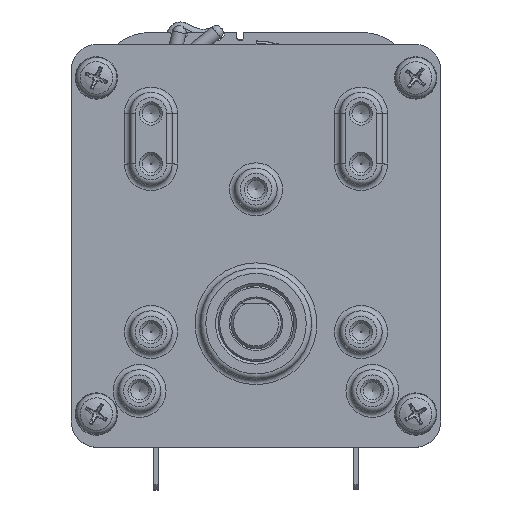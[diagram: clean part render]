
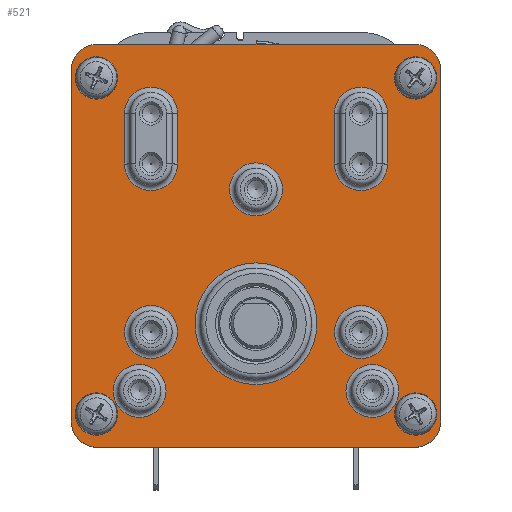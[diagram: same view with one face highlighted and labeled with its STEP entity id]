
A CAD part, top view. The second image highlights one B-rep face of the part: STEP entity #521.
In plain terms, the highlighted planar face has unit normal (0, 0, 1).
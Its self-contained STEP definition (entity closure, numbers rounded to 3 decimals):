
#264=CARTESIAN_POINT('',(0.,-23.368,16.5));
#265=DIRECTION('',(0.0,0.0,1.0));
#266=DIRECTION('',(1.0,0.0,0.0));
#267=AXIS2_PLACEMENT_3D('',#264,#265,#266);
#268=PLANE('',#267);
#269=CARTESIAN_POINT('',(29.925,14.732,16.5));
#270=VERTEX_POINT('',#269);
#271=CARTESIAN_POINT('',(34.925,9.732,16.5));
#272=VERTEX_POINT('',#271);
#273=CARTESIAN_POINT('',(29.925,9.732,16.5));
#274=DIRECTION('',(0.0,0.0,-1.0));
#275=DIRECTION('',(-1.0,0.0,0.0));
#276=AXIS2_PLACEMENT_3D('',#273,#274,#275);
#277=CIRCLE('',#276,5.);
#278=EDGE_CURVE('',#270,#272,#277,.T.);
#279=ORIENTED_EDGE('',*,*,#278,.F.);
#280=CARTESIAN_POINT('',(-29.925,14.732,16.5));
#281=VERTEX_POINT('',#280);
#282=CARTESIAN_POINT('',(-29.925,14.732,16.5));
#283=DIRECTION('',(1.0,0.0,0.0));
#284=VECTOR('',#283,59.85);
#285=LINE('',#282,#284);
#286=EDGE_CURVE('',#281,#270,#285,.T.);
#287=ORIENTED_EDGE('',*,*,#286,.F.);
#288=CARTESIAN_POINT('',(-34.925,9.732,16.5));
#289=VERTEX_POINT('',#288);
#290=CARTESIAN_POINT('',(-29.925,9.732,16.5));
#291=DIRECTION('',(0.0,0.0,-1.0));
#292=DIRECTION('',(0.0,-1.0,0.0));
#293=AXIS2_PLACEMENT_3D('',#290,#291,#292);
#294=CIRCLE('',#293,5.);
#295=EDGE_CURVE('',#289,#281,#294,.T.);
#296=ORIENTED_EDGE('',*,*,#295,.F.);
#297=CARTESIAN_POINT('',(-34.925,-56.468,16.5));
#298=VERTEX_POINT('',#297);
#299=CARTESIAN_POINT('',(-34.925,-56.468,16.5));
#300=DIRECTION('',(0.0,1.0,0.0));
#301=VECTOR('',#300,66.2);
#302=LINE('',#299,#301);
#303=EDGE_CURVE('',#298,#289,#302,.T.);
#304=ORIENTED_EDGE('',*,*,#303,.F.);
#305=CARTESIAN_POINT('',(-29.925,-61.468,16.5));
#306=VERTEX_POINT('',#305);
#307=CARTESIAN_POINT('',(-29.925,-56.468,16.5));
#308=DIRECTION('',(0.0,0.0,-1.0));
#309=DIRECTION('',(1.0,0.0,0.0));
#310=AXIS2_PLACEMENT_3D('',#307,#308,#309);
#311=CIRCLE('',#310,5.);
#312=EDGE_CURVE('',#306,#298,#311,.T.);
#313=ORIENTED_EDGE('',*,*,#312,.F.);
#314=CARTESIAN_POINT('',(29.925,-61.468,16.5));
#315=VERTEX_POINT('',#314);
#316=CARTESIAN_POINT('',(29.925,-61.468,16.5));
#317=DIRECTION('',(-1.0,0.0,0.0));
#318=VECTOR('',#317,59.85);
#319=LINE('',#316,#318);
#320=EDGE_CURVE('',#315,#306,#319,.T.);
#321=ORIENTED_EDGE('',*,*,#320,.F.);
#322=CARTESIAN_POINT('',(34.925,-56.468,16.5));
#323=VERTEX_POINT('',#322);
#324=CARTESIAN_POINT('',(29.925,-56.468,16.5));
#325=DIRECTION('',(0.0,0.0,-1.0));
#326=DIRECTION('',(0.0,1.0,0.0));
#327=AXIS2_PLACEMENT_3D('',#324,#325,#326);
#328=CIRCLE('',#327,5.);
#329=EDGE_CURVE('',#323,#315,#328,.T.);
#330=ORIENTED_EDGE('',*,*,#329,.F.);
#331=CARTESIAN_POINT('',(34.925,9.732,16.5));
#332=DIRECTION('',(0.0,-1.0,0.0));
#333=VECTOR('',#332,66.2);
#334=LINE('',#331,#333);
#335=EDGE_CURVE('',#272,#323,#334,.T.);
#336=ORIENTED_EDGE('',*,*,#335,.F.);
#337=EDGE_LOOP('',(#279,#287,#296,#304,#313,#321,#330,#336));
#338=FACE_OUTER_BOUND('',#337,.T.);
#339=CARTESIAN_POINT('',(32.637,11.474,16.5));
#340=VERTEX_POINT('',#339);
#341=CARTESIAN_POINT('',(30.162,8.331,16.5));
#342=DIRECTION('',(0.,0.,-1.0));
#343=DIRECTION('',(-0.619,-0.786,0.));
#344=AXIS2_PLACEMENT_3D('',#341,#342,#343);
#345=CIRCLE('',#344,4.0);
#346=EDGE_CURVE('',#340,#340,#345,.T.);
#347=ORIENTED_EDGE('',*,*,#346,.T.);
#348=EDGE_LOOP('',(#347));
#349=FACE_BOUND('',#348,.T.);
#350=CARTESIAN_POINT('',(-26.692,-57.157,16.5));
#351=VERTEX_POINT('',#350);
#352=CARTESIAN_POINT('',(-30.162,-55.169,16.5));
#353=DIRECTION('',(0.,0.,-1.0));
#354=DIRECTION('',(-0.868,0.497,0.));
#355=AXIS2_PLACEMENT_3D('',#352,#353,#354);
#356=CIRCLE('',#355,4.0);
#357=EDGE_CURVE('',#351,#351,#356,.T.);
#358=ORIENTED_EDGE('',*,*,#357,.T.);
#359=EDGE_LOOP('',(#358));
#360=FACE_BOUND('',#359,.T.);
#361=CARTESIAN_POINT('',(28.204,-51.681,16.5));
#362=VERTEX_POINT('',#361);
#363=CARTESIAN_POINT('',(30.163,-55.169,16.5));
#364=DIRECTION('',(0.,0.,-1.0));
#365=DIRECTION('',(0.49,-0.872,0.));
#366=AXIS2_PLACEMENT_3D('',#363,#364,#365);
#367=CIRCLE('',#366,4.0);
#368=EDGE_CURVE('',#362,#362,#367,.T.);
#369=ORIENTED_EDGE('',*,*,#368,.T.);
#370=EDGE_LOOP('',(#369));
#371=FACE_BOUND('',#370,.T.);
#372=CARTESIAN_POINT('',(-26.48,6.77,16.5));
#373=VERTEX_POINT('',#372);
#374=CARTESIAN_POINT('',(-30.162,8.331,16.5));
#375=DIRECTION('',(0.,0.,-1.0));
#376=DIRECTION('',(-0.921,0.39,0.));
#377=AXIS2_PLACEMENT_3D('',#374,#375,#376);
#378=CIRCLE('',#377,4.0);
#379=EDGE_CURVE('',#373,#373,#378,.T.);
#380=ORIENTED_EDGE('',*,*,#379,.T.);
#381=EDGE_LOOP('',(#380));
#382=FACE_BOUND('',#381,.T.);
#383=CARTESIAN_POINT('',(24.837,-39.675,16.5));
#384=VERTEX_POINT('',#383);
#385=CARTESIAN_POINT('',(19.837,-39.675,16.5));
#386=DIRECTION('',(0.0,0.0,1.0));
#387=DIRECTION('',(-1.0,0.0,0.0));
#388=AXIS2_PLACEMENT_3D('',#385,#386,#387);
#389=CIRCLE('',#388,5.0);
#390=EDGE_CURVE('',#384,#384,#389,.T.);
#391=ORIENTED_EDGE('',*,*,#390,.F.);
#392=EDGE_LOOP('',(#391));
#393=FACE_BOUND('',#392,.T.);
#394=CARTESIAN_POINT('',(5.,-12.7,16.5));
#395=VERTEX_POINT('',#394);
#396=CARTESIAN_POINT('',(0.,-12.7,16.5));
#397=DIRECTION('',(0.0,0.0,1.0));
#398=DIRECTION('',(-1.0,0.0,0.0));
#399=AXIS2_PLACEMENT_3D('',#396,#397,#398);
#400=CIRCLE('',#399,5.0);
#401=EDGE_CURVE('',#395,#395,#400,.T.);
#402=ORIENTED_EDGE('',*,*,#401,.F.);
#403=EDGE_LOOP('',(#402));
#404=FACE_BOUND('',#403,.T.);
#405=CARTESIAN_POINT('',(11.5,-38.1,16.5));
#406=VERTEX_POINT('',#405);
#407=CARTESIAN_POINT('',(0.,-38.1,16.5));
#408=DIRECTION('',(0.0,0.0,1.0));
#409=DIRECTION('',(-1.0,0.0,0.0));
#410=AXIS2_PLACEMENT_3D('',#407,#408,#409);
#411=CIRCLE('',#410,11.5);
#412=EDGE_CURVE('',#406,#406,#411,.T.);
#413=ORIENTED_EDGE('',*,*,#412,.F.);
#414=EDGE_LOOP('',(#413));
#415=FACE_BOUND('',#414,.T.);
#416=CARTESIAN_POINT('',(-16.997,-50.8,16.5));
#417=VERTEX_POINT('',#416);
#418=CARTESIAN_POINT('',(-21.997,-50.8,16.5));
#419=DIRECTION('',(0.0,0.0,1.0));
#420=DIRECTION('',(-1.0,0.0,0.0));
#421=AXIS2_PLACEMENT_3D('',#418,#419,#420);
#422=CIRCLE('',#421,5.0);
#423=EDGE_CURVE('',#417,#417,#422,.T.);
#424=ORIENTED_EDGE('',*,*,#423,.F.);
#425=EDGE_LOOP('',(#424));
#426=FACE_BOUND('',#425,.T.);
#427=CARTESIAN_POINT('',(-14.838,-39.675,16.5));
#428=VERTEX_POINT('',#427);
#429=CARTESIAN_POINT('',(-19.838,-39.675,16.5));
#430=DIRECTION('',(0.0,0.0,1.0));
#431=DIRECTION('',(-1.0,0.0,0.0));
#432=AXIS2_PLACEMENT_3D('',#429,#430,#431);
#433=CIRCLE('',#432,5.0);
#434=EDGE_CURVE('',#428,#428,#433,.T.);
#435=ORIENTED_EDGE('',*,*,#434,.F.);
#436=EDGE_LOOP('',(#435));
#437=FACE_BOUND('',#436,.T.);
#438=CARTESIAN_POINT('',(14.837,1.6,16.5));
#439=VERTEX_POINT('',#438);
#440=CARTESIAN_POINT('',(14.837,-7.925,16.5));
#441=VERTEX_POINT('',#440);
#442=CARTESIAN_POINT('',(14.837,1.6,16.5));
#443=DIRECTION('',(0.0,-1.0,0.0));
#444=VECTOR('',#443,9.525);
#445=LINE('',#442,#444);
#446=EDGE_CURVE('',#439,#441,#445,.T.);
#447=ORIENTED_EDGE('',*,*,#446,.F.);
#448=CARTESIAN_POINT('',(24.837,1.6,16.5));
#449=VERTEX_POINT('',#448);
#450=CARTESIAN_POINT('',(19.837,1.6,16.5));
#451=DIRECTION('',(0.0,0.0,1.0));
#452=DIRECTION('',(0.0,1.0,0.0));
#453=AXIS2_PLACEMENT_3D('',#450,#451,#452);
#454=CIRCLE('',#453,5.0);
#455=EDGE_CURVE('',#449,#439,#454,.T.);
#456=ORIENTED_EDGE('',*,*,#455,.F.);
#457=CARTESIAN_POINT('',(24.837,-7.925,16.5));
#458=VERTEX_POINT('',#457);
#459=CARTESIAN_POINT('',(24.837,-7.925,16.5));
#460=DIRECTION('',(0.0,1.0,0.0));
#461=VECTOR('',#460,9.525);
#462=LINE('',#459,#461);
#463=EDGE_CURVE('',#458,#449,#462,.T.);
#464=ORIENTED_EDGE('',*,*,#463,.F.);
#465=CARTESIAN_POINT('',(19.837,-7.925,16.5));
#466=DIRECTION('',(0.0,0.0,1.0));
#467=DIRECTION('',(0.0,-1.0,0.0));
#468=AXIS2_PLACEMENT_3D('',#465,#466,#467);
#469=CIRCLE('',#468,5.0);
#470=EDGE_CURVE('',#441,#458,#469,.T.);
#471=ORIENTED_EDGE('',*,*,#470,.F.);
#472=EDGE_LOOP('',(#447,#456,#464,#471));
#473=FACE_BOUND('',#472,.T.);
#474=CARTESIAN_POINT('',(-24.838,1.6,16.5));
#475=VERTEX_POINT('',#474);
#476=CARTESIAN_POINT('',(-24.838,-7.925,16.5));
#477=VERTEX_POINT('',#476);
#478=CARTESIAN_POINT('',(-24.838,1.6,16.5));
#479=DIRECTION('',(0.0,-1.0,0.0));
#480=VECTOR('',#479,9.525);
#481=LINE('',#478,#480);
#482=EDGE_CURVE('',#475,#477,#481,.T.);
#483=ORIENTED_EDGE('',*,*,#482,.F.);
#484=CARTESIAN_POINT('',(-14.838,1.6,16.5));
#485=VERTEX_POINT('',#484);
#486=CARTESIAN_POINT('',(-19.838,1.6,16.5));
#487=DIRECTION('',(0.0,0.0,1.0));
#488=DIRECTION('',(0.0,1.0,0.0));
#489=AXIS2_PLACEMENT_3D('',#486,#487,#488);
#490=CIRCLE('',#489,5.0);
#491=EDGE_CURVE('',#485,#475,#490,.T.);
#492=ORIENTED_EDGE('',*,*,#491,.F.);
#493=CARTESIAN_POINT('',(-14.838,-7.925,16.5));
#494=VERTEX_POINT('',#493);
#495=CARTESIAN_POINT('',(-14.838,-7.925,16.5));
#496=DIRECTION('',(0.0,1.0,0.0));
#497=VECTOR('',#496,9.525);
#498=LINE('',#495,#497);
#499=EDGE_CURVE('',#494,#485,#498,.T.);
#500=ORIENTED_EDGE('',*,*,#499,.F.);
#501=CARTESIAN_POINT('',(-19.838,-7.925,16.5));
#502=DIRECTION('',(0.0,0.0,1.0));
#503=DIRECTION('',(0.0,-1.0,0.0));
#504=AXIS2_PLACEMENT_3D('',#501,#502,#503);
#505=CIRCLE('',#504,5.0);
#506=EDGE_CURVE('',#477,#494,#505,.T.);
#507=ORIENTED_EDGE('',*,*,#506,.F.);
#508=EDGE_LOOP('',(#483,#492,#500,#507));
#509=FACE_BOUND('',#508,.T.);
#510=CARTESIAN_POINT('',(26.996,-50.8,16.5));
#511=VERTEX_POINT('',#510);
#512=CARTESIAN_POINT('',(21.996,-50.8,16.5));
#513=DIRECTION('',(0.0,0.0,1.0));
#514=DIRECTION('',(-1.0,0.0,0.0));
#515=AXIS2_PLACEMENT_3D('',#512,#513,#514);
#516=CIRCLE('',#515,5.0);
#517=EDGE_CURVE('',#511,#511,#516,.T.);
#518=ORIENTED_EDGE('',*,*,#517,.F.);
#519=EDGE_LOOP('',(#518));
#520=FACE_BOUND('',#519,.T.);
#521=ADVANCED_FACE('',(#338,#349,#360,#371,#382,#393,#404,#415,#426,#437,#473,#509,#520),#268,.T.);
